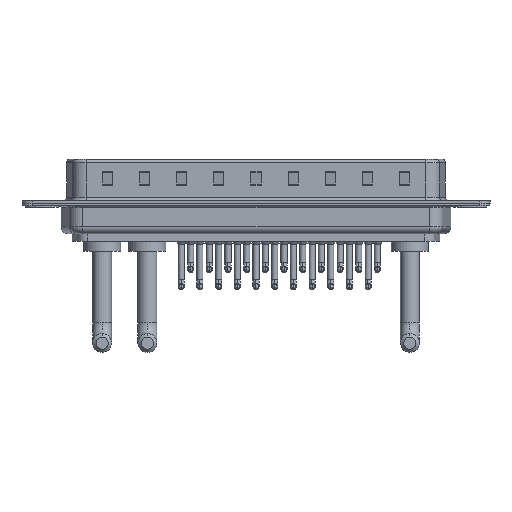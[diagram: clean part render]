
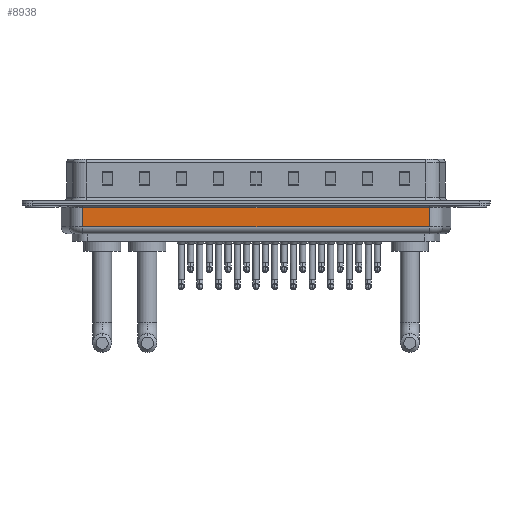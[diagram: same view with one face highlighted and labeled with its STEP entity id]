
A CAD part, front view. The second image highlights one B-rep face of the part: STEP entity #8938.
In plain terms, the highlighted planar face has unit normal (0, -1, 0).
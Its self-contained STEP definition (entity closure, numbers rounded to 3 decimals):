
#1917 = FACE_OUTER_BOUND ( 'NONE', #3483, .T. ) ;
#1921 = CARTESIAN_POINT ( 'NONE',  ( 6.031, -5.35, -4.5 ) ) ;
#2682 = DIRECTION ( 'NONE',  ( -1., 0., 0. ) ) ;
#2997 = CARTESIAN_POINT ( 'NONE',  ( 57.469, -5.35, -4.5 ) ) ;
#3483 = EDGE_LOOP ( 'NONE', ( #15230, #16974, #20181, #23131 ) ) ;
#4321 = PLANE ( 'NONE',  #10721 ) ;
#4326 = DIRECTION ( 'NONE',  ( 0., 0., 1. ) ) ;
#4414 = VECTOR ( 'NONE', #19171, 1000. ) ;
#5403 = VECTOR ( 'NONE', #22831, 1000. ) ;
#6822 = VERTEX_POINT ( 'NONE', #21198 ) ;
#8222 = EDGE_CURVE ( 'NONE', #6822, #26032, #10982, .T. ) ;
#8938 = ADVANCED_FACE ( 'NONE', ( #1917 ), #4321, .F. ) ;
#10086 = LINE ( 'NONE', #10870, #22311 ) ;
#10721 = AXIS2_PLACEMENT_3D ( 'NONE', #20428, #18438, #11977 ) ;
#10870 = CARTESIAN_POINT ( 'NONE',  ( 6.031, -5.35, -0.65 ) ) ;
#10982 = LINE ( 'NONE', #17059, #4414 ) ;
#11977 = DIRECTION ( 'NONE',  ( -1., 0., 0. ) ) ;
#13762 = CARTESIAN_POINT ( 'NONE',  ( 57.469, -5.35, -0.65 ) ) ;
#14210 = LINE ( 'NONE', #1921, #19501 ) ;
#14495 = LINE ( 'NONE', #2997, #5403 ) ;
#15230 = ORIENTED_EDGE ( 'NONE', *, *, #23020, .F. ) ;
#15788 = VERTEX_POINT ( 'NONE', #24500 ) ;
#16974 = ORIENTED_EDGE ( 'NONE', *, *, #8222, .T. ) ;
#17020 = CARTESIAN_POINT ( 'NONE',  ( 57.469, -5.35, -3.5 ) ) ;
#17059 = CARTESIAN_POINT ( 'NONE',  ( 6.031, -5.35, -3.5 ) ) ;
#18438 = DIRECTION ( 'NONE',  ( 0., 1., 0. ) ) ;
#19171 = DIRECTION ( 'NONE',  ( 1., 0., 0. ) ) ;
#19501 = VECTOR ( 'NONE', #4326, 1000. ) ;
#19883 = EDGE_CURVE ( 'NONE', #20833, #15788, #10086, .T. ) ;
#20181 = ORIENTED_EDGE ( 'NONE', *, *, #24928, .T. ) ;
#20428 = CARTESIAN_POINT ( 'NONE',  ( 6.031, -5.35, -4.5 ) ) ;
#20833 = VERTEX_POINT ( 'NONE', #13762 ) ;
#21198 = CARTESIAN_POINT ( 'NONE',  ( 6.031, -5.35, -3.5 ) ) ;
#22311 = VECTOR ( 'NONE', #2682, 1000. ) ;
#22831 = DIRECTION ( 'NONE',  ( 0., 0., 1. ) ) ;
#23020 = EDGE_CURVE ( 'NONE', #6822, #15788, #14210, .T. ) ;
#23131 = ORIENTED_EDGE ( 'NONE', *, *, #19883, .T. ) ;
#24500 = CARTESIAN_POINT ( 'NONE',  ( 6.031, -5.35, -0.65 ) ) ;
#24928 = EDGE_CURVE ( 'NONE', #26032, #20833, #14495, .T. ) ;
#26032 = VERTEX_POINT ( 'NONE', #17020 ) ;
